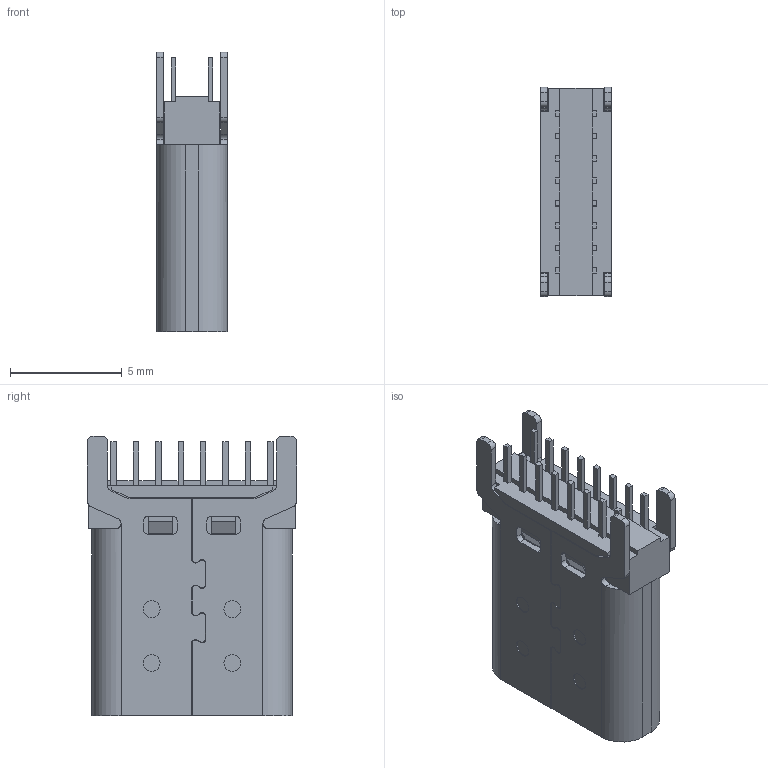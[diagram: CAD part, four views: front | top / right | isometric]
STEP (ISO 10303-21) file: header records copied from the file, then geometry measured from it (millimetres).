
FILE_DESCRIPTION (( 'STEP AP203' ), '1' );
FILE_NAME ('TYPE C 16 PIN Á¢²å10.5.STEP', '2025-01-18T09:37:50', ( '' ), ( '' ), 'SwSTEP 2.0', 'SolidWorks 2021', '' );
FILE_SCHEMA (( 'CONFIG_CONTROL_DESIGN' ));
Length unit declared in the file: millimetre
Products named in the file (1): TYPE C 16 PIN 蕾脣10.5
Bounding box: 3.16 x 9.35 x 12.49 mm (x, y, z)
Volume: 198.7 mm3; surface area: 682.5 mm2
Topology: 1 solids, 1 shells, 498 faces, 1423 edges, 926 vertices
Faces by surface type: plane 356, cylinder 138, bspline 4
Entity records: 16372 total; most frequent: CARTESIAN_POINT 3092, ORIENTED_EDGE 2846, DIRECTION 2661, EDGE_CURVE 1423, VECTOR 1119, LINE 1119, VERTEX_POINT 926, AXIS2_PLACEMENT_3D 771
